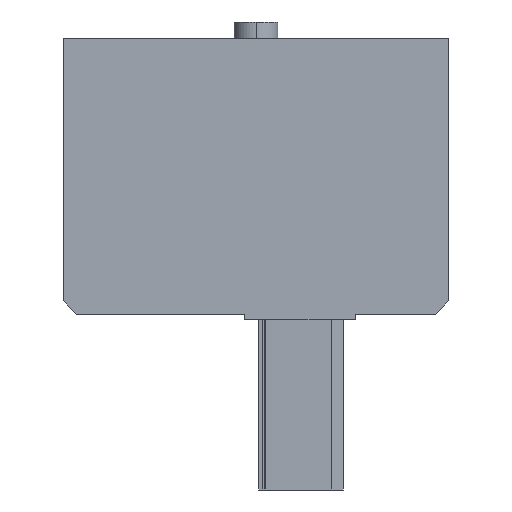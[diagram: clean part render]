
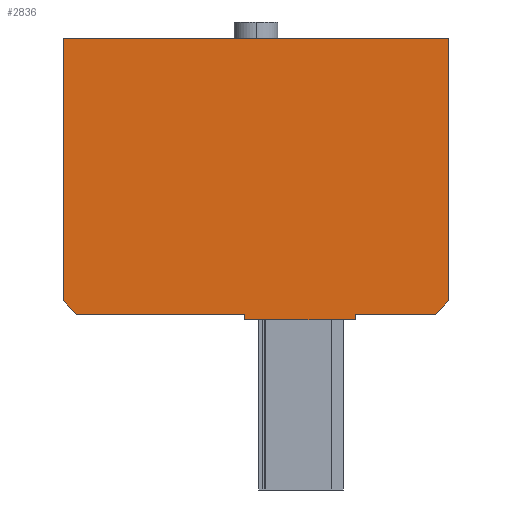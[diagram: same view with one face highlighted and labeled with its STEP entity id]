
A CAD part, left-side view. The second image highlights one B-rep face of the part: STEP entity #2836.
In plain terms, the highlighted planar face has unit normal (-1, 0, 0).
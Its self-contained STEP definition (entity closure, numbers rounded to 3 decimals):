
#2768=AXIS2_PLACEMENT_3D('Plane Axis2P3D',#2765,#2766,#2767) ;
#144=CARTESIAN_POINT('Vertex',(0.,35.05,41.05)) ;
#147=CARTESIAN_POINT('Line Origine',(0.,17.525,41.05)) ;
#151=CARTESIAN_POINT('Vertex',(0.,0.,41.05)) ;
#1793=CARTESIAN_POINT('Line Origine',(0.,35.05,29.125)) ;
#1797=CARTESIAN_POINT('Vertex',(0.,35.05,17.2)) ;
#2765=CARTESIAN_POINT('Axis2P3D Location',(0.,0.,0.)) ;
#2770=CARTESIAN_POINT('Line Origine',(0.,0.,29.125)) ;
#2774=CARTESIAN_POINT('Vertex',(0.,0.,17.2)) ;
#2777=CARTESIAN_POINT('Line Origine',(0.,34.45,16.6)) ;
#2781=CARTESIAN_POINT('Vertex',(0.,33.85,16.)) ;
#2784=CARTESIAN_POINT('Line Origine',(0.,26.2,16.)) ;
#2788=CARTESIAN_POINT('Vertex',(0.,18.55,16.)) ;
#2791=CARTESIAN_POINT('Line Origine',(0.,18.55,15.75)) ;
#2795=CARTESIAN_POINT('Vertex',(0.,18.55,15.5)) ;
#2798=CARTESIAN_POINT('Line Origine',(0.,13.525,15.5)) ;
#2802=CARTESIAN_POINT('Vertex',(0.,8.5,15.5)) ;
#2805=CARTESIAN_POINT('Line Origine',(0.,8.5,15.75)) ;
#2809=CARTESIAN_POINT('Vertex',(0.,8.5,16.)) ;
#2812=CARTESIAN_POINT('Line Origine',(0.,4.85,16.)) ;
#2816=CARTESIAN_POINT('Vertex',(0.,1.2,16.)) ;
#2819=CARTESIAN_POINT('Line Origine',(0.,0.6,16.6)) ;
#148=DIRECTION('Vector Direction',(0.,1.,0.)) ;
#1794=DIRECTION('Vector Direction',(0.,0.,-1.)) ;
#2766=DIRECTION('Axis2P3D Direction',(-1.,0.,0.)) ;
#2767=DIRECTION('Axis2P3D XDirection',(0.,0.,1.)) ;
#2771=DIRECTION('Vector Direction',(0.,0.,1.)) ;
#2778=DIRECTION('Vector Direction',(0.,-0.707,-0.707)) ;
#2785=DIRECTION('Vector Direction',(0.,-1.,0.)) ;
#2792=DIRECTION('Vector Direction',(0.,0.,-1.)) ;
#2799=DIRECTION('Vector Direction',(0.,-1.,0.)) ;
#2806=DIRECTION('Vector Direction',(0.,0.,-1.)) ;
#2813=DIRECTION('Vector Direction',(0.,-1.,0.)) ;
#2820=DIRECTION('Vector Direction',(0.,-0.707,0.707)) ;
#149=VECTOR('Line Direction',#148,1.) ;
#1795=VECTOR('Line Direction',#1794,1.) ;
#2772=VECTOR('Line Direction',#2771,1.) ;
#2779=VECTOR('Line Direction',#2778,1.) ;
#2786=VECTOR('Line Direction',#2785,1.) ;
#2793=VECTOR('Line Direction',#2792,1.) ;
#2800=VECTOR('Line Direction',#2799,1.) ;
#2807=VECTOR('Line Direction',#2806,1.) ;
#2814=VECTOR('Line Direction',#2813,1.) ;
#2821=VECTOR('Line Direction',#2820,1.) ;
#2825=ORIENTED_EDGE('',*,*,#2776,.T.) ;
#2826=ORIENTED_EDGE('',*,*,#153,.T.) ;
#2827=ORIENTED_EDGE('',*,*,#1799,.T.) ;
#2828=ORIENTED_EDGE('',*,*,#2783,.T.) ;
#2829=ORIENTED_EDGE('',*,*,#2790,.T.) ;
#2830=ORIENTED_EDGE('',*,*,#2797,.T.) ;
#2831=ORIENTED_EDGE('',*,*,#2804,.T.) ;
#2832=ORIENTED_EDGE('',*,*,#2811,.T.) ;
#2833=ORIENTED_EDGE('',*,*,#2818,.T.) ;
#2834=ORIENTED_EDGE('',*,*,#2823,.T.) ;
#2836=ADVANCED_FACE('HOUSING',(#2835),#2769,.T.) ;
#153=EDGE_CURVE('',#152,#145,#150,.T.) ;
#1799=EDGE_CURVE('',#145,#1798,#1796,.T.) ;
#2776=EDGE_CURVE('',#2775,#152,#2773,.T.) ;
#2783=EDGE_CURVE('',#1798,#2782,#2780,.T.) ;
#2790=EDGE_CURVE('',#2782,#2789,#2787,.T.) ;
#2797=EDGE_CURVE('',#2789,#2796,#2794,.T.) ;
#2804=EDGE_CURVE('',#2796,#2803,#2801,.T.) ;
#2811=EDGE_CURVE('',#2803,#2810,#2808,.F.) ;
#2818=EDGE_CURVE('',#2810,#2817,#2815,.T.) ;
#2823=EDGE_CURVE('',#2817,#2775,#2822,.T.) ;
#2824=EDGE_LOOP('',(#2825,#2826,#2827,#2828,#2829,#2830,#2831,#2832,#2833,#2834)) ;
#2835=FACE_OUTER_BOUND('',#2824,.T.) ;
#150=LINE('Line',#147,#149) ;
#1796=LINE('Line',#1793,#1795) ;
#2773=LINE('Line',#2770,#2772) ;
#2780=LINE('Line',#2777,#2779) ;
#2787=LINE('Line',#2784,#2786) ;
#2794=LINE('Line',#2791,#2793) ;
#2801=LINE('Line',#2798,#2800) ;
#2808=LINE('Line',#2805,#2807) ;
#2815=LINE('Line',#2812,#2814) ;
#2822=LINE('Line',#2819,#2821) ;
#2769=PLANE('',#2768) ;
#145=VERTEX_POINT('',#144) ;
#152=VERTEX_POINT('',#151) ;
#1798=VERTEX_POINT('',#1797) ;
#2775=VERTEX_POINT('',#2774) ;
#2782=VERTEX_POINT('',#2781) ;
#2789=VERTEX_POINT('',#2788) ;
#2796=VERTEX_POINT('',#2795) ;
#2803=VERTEX_POINT('',#2802) ;
#2810=VERTEX_POINT('',#2809) ;
#2817=VERTEX_POINT('',#2816) ;
